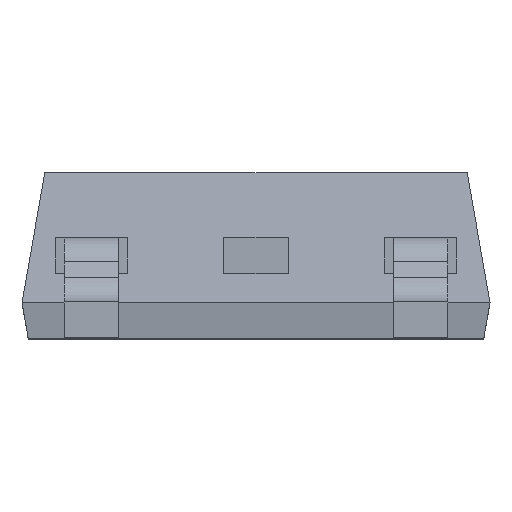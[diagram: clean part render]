
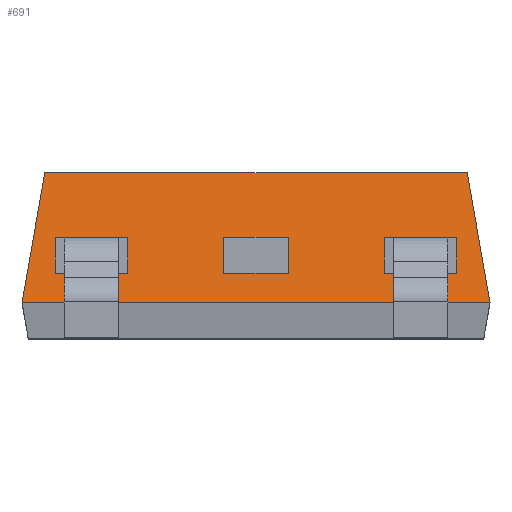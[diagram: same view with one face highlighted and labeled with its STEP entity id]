
A CAD part, top view. The second image highlights one B-rep face of the part: STEP entity #691.
In plain terms, the highlighted planar face has unit normal (0, 0.174, 0.985).
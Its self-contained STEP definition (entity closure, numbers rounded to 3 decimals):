
#255 = EDGE_CURVE ( 'NONE', #2250, #1971, #497, .T. ) ;
#258 = CARTESIAN_POINT ( 'NONE',  ( -3.25, 1.8, 2.708 ) ) ;
#354 = ORIENTED_EDGE ( 'NONE', *, *, #1584, .F. ) ;
#497 = LINE ( 'NONE', #559, #1033 ) ;
#538 = CARTESIAN_POINT ( 'NONE',  ( -3.25, 0., 3.025 ) ) ;
#559 = CARTESIAN_POINT ( 'NONE',  ( 3.073, 1.004, 2.848 ) ) ;
#592 = ORIENTED_EDGE ( 'NONE', *, *, #2053, .T. ) ;
#598 = DIRECTION ( 'NONE',  ( -0.171, -0.97, 0.171 ) ) ;
#691 = ADVANCED_FACE ( 'NONE', ( #1695 ), #717, .T. ) ;
#717 = PLANE ( 'NONE',  #802 ) ;
#757 = VECTOR ( 'NONE', #598, 1000. ) ;
#802 = AXIS2_PLACEMENT_3D ( 'NONE', #2483, #1827, #1170 ) ;
#812 = DIRECTION ( 'NONE',  ( 1., 0., 0. ) ) ;
#836 = VERTEX_POINT ( 'NONE', #538 ) ;
#881 = ORIENTED_EDGE ( 'NONE', *, *, #255, .F. ) ;
#914 = VERTEX_POINT ( 'NONE', #2351 ) ;
#1033 = VECTOR ( 'NONE', #2772, 1000. ) ;
#1170 = DIRECTION ( 'NONE',  ( 0., -0.985, 0.174 ) ) ;
#1272 = ORIENTED_EDGE ( 'NONE', *, *, #2210, .T. ) ;
#1371 = DIRECTION ( 'NONE',  ( 1., 0., 0. ) ) ;
#1415 = LINE ( 'NONE', #2159, #757 ) ;
#1584 = EDGE_CURVE ( 'NONE', #914, #2250, #2633, .T. ) ;
#1594 = LINE ( 'NONE', #2113, #2808 ) ;
#1695 = FACE_OUTER_BOUND ( 'NONE', #2785, .T. ) ;
#1827 = DIRECTION ( 'NONE',  ( 0., 0.174, 0.985 ) ) ;
#1971 = VERTEX_POINT ( 'NONE', #2790 ) ;
#2053 = EDGE_CURVE ( 'NONE', #914, #836, #1415, .T. ) ;
#2113 = CARTESIAN_POINT ( 'NONE',  ( -3.25, 0., 3.025 ) ) ;
#2159 = CARTESIAN_POINT ( 'NONE',  ( -3.25, 0., 3.025 ) ) ;
#2210 = EDGE_CURVE ( 'NONE', #836, #1971, #1594, .T. ) ;
#2250 = VERTEX_POINT ( 'NONE', #2344 ) ;
#2344 = CARTESIAN_POINT ( 'NONE',  ( 2.933, 1.8, 2.708 ) ) ;
#2351 = CARTESIAN_POINT ( 'NONE',  ( -2.933, 1.8, 2.708 ) ) ;
#2483 = CARTESIAN_POINT ( 'NONE',  ( -3.25, 0., 3.025 ) ) ;
#2633 = LINE ( 'NONE', #258, #2675 ) ;
#2675 = VECTOR ( 'NONE', #1371, 1000. ) ;
#2772 = DIRECTION ( 'NONE',  ( 0.171, -0.97, 0.171 ) ) ;
#2785 = EDGE_LOOP ( 'NONE', ( #1272, #881, #354, #592 ) ) ;
#2790 = CARTESIAN_POINT ( 'NONE',  ( 3.25, 0., 3.025 ) ) ;
#2808 = VECTOR ( 'NONE', #812, 1000. ) ;
